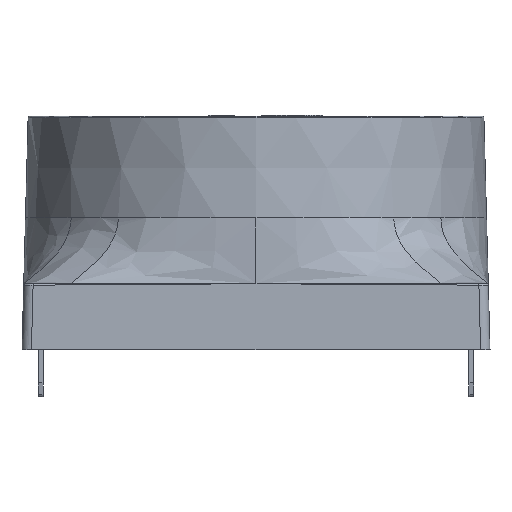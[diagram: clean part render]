
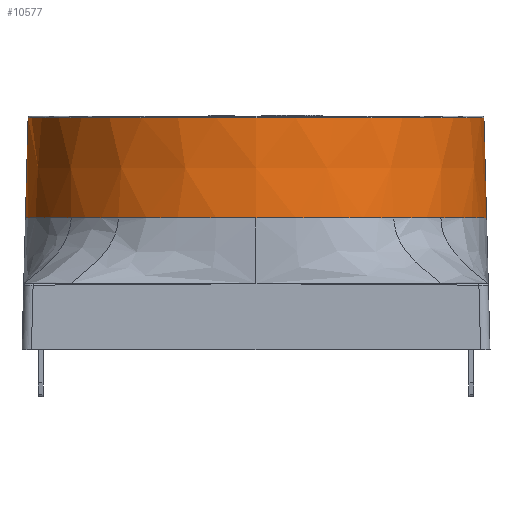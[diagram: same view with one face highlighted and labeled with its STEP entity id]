
A CAD part, front view. The second image highlights one B-rep face of the part: STEP entity #10577.
In plain terms, the highlighted conical face has half-angle 1.5 degrees and reference radius 24.667 mm.
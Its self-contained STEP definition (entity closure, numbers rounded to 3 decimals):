
#553 = CARTESIAN_POINT ( 'NONE',  ( 14.632, -19.631, 14. ) ) ;
#891 = CARTESIAN_POINT ( 'NONE',  ( -14.63, -19.631, 14. ) ) ;
#1474 = B_SPLINE_CURVE_WITH_KNOTS ( 'NONE', 3,
 ( #53606, #61374, #61720, #15709, #92590, #16360 ),
 .UNSPECIFIED., .F., .F.,
 ( 4, 2, 4 ),
 ( 0., 0.5, 1. ),
 .UNSPECIFIED. ) ;
#3443 = EDGE_CURVE ( 'NONE', #98483, #96644, #33213, .T. ) ;
#5523 = EDGE_CURVE ( 'NONE', #10801, #14503, #1474, .T. ) ;
#9773 = EDGE_CURVE ( 'NONE', #53775, #75120, #76331, .T. ) ;
#10512 = CARTESIAN_POINT ( 'NONE',  ( 24.207, 0., 24.605 ) ) ;
#10534 = ORIENTED_EDGE ( 'NONE', *, *, #3443, .F. ) ;
#10577 = ADVANCED_FACE ( 'NONE', ( #15037 ), #73512, .T. ) ;
#10801 = VERTEX_POINT ( 'NONE', #43866 ) ;
#13705 = AXIS2_PLACEMENT_3D ( 'NONE', #19032, #26339, #41886 ) ;
#14161 = LINE ( 'NONE', #36810, #45052 ) ;
#14503 = VERTEX_POINT ( 'NONE', #17672 ) ;
#15037 = FACE_OUTER_BOUND ( 'NONE', #64012, .T. ) ;
#15542 = CARTESIAN_POINT ( 'NONE',  ( -13.72, -20.309, 14. ) ) ;
#15709 = CARTESIAN_POINT ( 'NONE',  ( 24.062, -5.227, 14. ) ) ;
#16360 = CARTESIAN_POINT ( 'NONE',  ( 24.484, 0., 14. ) ) ;
#17672 = CARTESIAN_POINT ( 'NONE',  ( 24.484, 0., 14. ) ) ;
#17902 = CARTESIAN_POINT ( 'NONE',  ( -14.63, -19.631, 14. ) ) ;
#18374 = EDGE_CURVE ( 'NONE', #62480, #53775, #28438, .T. ) ;
#19032 = CARTESIAN_POINT ( 'NONE',  ( 0.001, 0., 7. ) ) ;
#19036 = CARTESIAN_POINT ( 'NONE',  ( -24.482, 0., 14. ) ) ;
#21118 = CARTESIAN_POINT ( 'NONE',  ( 5.228, -24.061, 14. ) ) ;
#21875 = DIRECTION ( 'NONE',  ( -0.026, 0., -1. ) ) ;
#22365 = CARTESIAN_POINT ( 'NONE',  ( -23.23, -8.082, 14. ) ) ;
#23156 = ORIENTED_EDGE ( 'NONE', *, *, #80049, .F. ) ;
#23613 = CARTESIAN_POINT ( 'NONE',  ( 18.923, -15.583, 14. ) ) ;
#24268 = CARTESIAN_POINT ( 'NONE',  ( 16.479, -18.147, 14. ) ) ;
#24544 = B_SPLINE_CURVE_WITH_KNOTS ( 'NONE', 3,
 ( #79427, #25566, #87125, #17902 ),
 .UNSPECIFIED., .F., .F.,
 ( 4, 4 ),
 ( 0., 1. ),
 .UNSPECIFIED. ) ;
#25384 = ORIENTED_EDGE ( 'NONE', *, *, #9773, .T. ) ;
#25566 = CARTESIAN_POINT ( 'NONE',  ( -18.216, -16.527, 14. ) ) ;
#26339 = DIRECTION ( 'NONE',  ( 0., 0., -1. ) ) ;
#26701 = EDGE_CURVE ( 'NONE', #62480, #14503, #14161, .T. ) ;
#28141 = ORIENTED_EDGE ( 'NONE', *, *, #62344, .T. ) ;
#28438 = CIRCLE ( 'NONE', #63346, 24.206 ) ;
#31183 = CARTESIAN_POINT ( 'NONE',  ( 15.584, -18.922, 14. ) ) ;
#33199 = CARTESIAN_POINT ( 'NONE',  ( -19.63, -14.631, 14. ) ) ;
#33213 = B_SPLINE_CURVE_WITH_KNOTS ( 'NONE', 3,
 ( #60883, #45454, #91476, #46108, #61208, #15542, #68359 ),
 .UNSPECIFIED., .F., .F.,
 ( 4, 1, 1, 1, 4 ),
 ( 0., 0.105, 0.21, 0.315, 0.404 ),
 .UNSPECIFIED. ) ;
#35718 = CARTESIAN_POINT ( 'NONE',  ( 14.632, -19.631, 14. ) ) ;
#36810 = CARTESIAN_POINT ( 'NONE',  ( 24.668, 0., 7. ) ) ;
#36963 = DIRECTION ( 'NONE',  ( 0., 0., -1. ) ) ;
#37132 = DIRECTION ( 'NONE',  ( 0.026, 0., -1. ) ) ;
#37635 = DIRECTION ( 'NONE',  ( 1., 0., 0. ) ) ;
#37926 = CARTESIAN_POINT ( 'NONE',  ( -24.482, -1.368, 14. ) ) ;
#39091 = VERTEX_POINT ( 'NONE', #33199 ) ;
#39153 = CARTESIAN_POINT ( 'NONE',  ( 19.632, -14.631, 14. ) ) ;
#41106 = ORIENTED_EDGE ( 'NONE', *, *, #5523, .T. ) ;
#41886 = DIRECTION ( 'NONE',  ( -1., 0., 0. ) ) ;
#42822 = CARTESIAN_POINT ( 'NONE',  ( 0.001, -24.483, 14. ) ) ;
#43866 = CARTESIAN_POINT ( 'NONE',  ( 19.632, -14.631, 14. ) ) ;
#44534 = B_SPLINE_CURVE_WITH_KNOTS ( 'NONE', 3,
 ( #97954, #89988, #21118, #73897, #81659, #35718 ),
 .UNSPECIFIED., .F., .F.,
 ( 4, 2, 4 ),
 ( 0., 0.5, 1. ),
 .UNSPECIFIED. ) ;
#44919 = CARTESIAN_POINT ( 'NONE',  ( 0.001, 0., 24.605 ) ) ;
#45052 = VECTOR ( 'NONE', #37132, 1000. ) ;
#45228 = CARTESIAN_POINT ( 'NONE',  ( -20.308, -13.721, 14. ) ) ;
#45454 = CARTESIAN_POINT ( 'NONE',  ( -1.367, -24.483, 14. ) ) ;
#46108 = CARTESIAN_POINT ( 'NONE',  ( -8.081, -23.231, 14. ) ) ;
#46546 = CARTESIAN_POINT ( 'NONE',  ( -24.252, -4.104, 14. ) ) ;
#53035 = CARTESIAN_POINT ( 'NONE',  ( 14.632, -19.631, 14. ) ) ;
#53606 = CARTESIAN_POINT ( 'NONE',  ( 19.632, -14.631, 14. ) ) ;
#53775 = VERTEX_POINT ( 'NONE', #69888 ) ;
#54507 = ORIENTED_EDGE ( 'NONE', *, *, #66985, .T. ) ;
#58186 = VECTOR ( 'NONE', #21875, 1000. ) ;
#59499 = CARTESIAN_POINT ( 'NONE',  ( -24.666, 0., 7. ) ) ;
#60338 = CARTESIAN_POINT ( 'NONE',  ( -19.63, -14.631, 14. ) ) ;
#60883 = CARTESIAN_POINT ( 'NONE',  ( 0.001, -24.483, 14. ) ) ;
#61208 = CARTESIAN_POINT ( 'NONE',  ( -11.623, -21.657, 14. ) ) ;
#61374 = CARTESIAN_POINT ( 'NONE',  ( 21.194, -12.535, 14. ) ) ;
#61720 = CARTESIAN_POINT ( 'NONE',  ( 22.417, -10.188, 14. ) ) ;
#62257 = CARTESIAN_POINT ( 'NONE',  ( 18.148, -16.478, 14. ) ) ;
#62344 = EDGE_CURVE ( 'NONE', #39091, #96644, #24544, .T. ) ;
#62480 = VERTEX_POINT ( 'NONE', #10512 ) ;
#63346 = AXIS2_PLACEMENT_3D ( 'NONE', #44919, #36963, #37635 ) ;
#64012 = EDGE_LOOP ( 'NONE', ( #78263, #92407, #25384, #23156, #28141, #10534, #54507, #66730, #41106 ) ) ;
#66730 = ORIENTED_EDGE ( 'NONE', *, *, #83807, .F. ) ;
#66985 = EDGE_CURVE ( 'NONE', #98483, #78314, #44534, .T. ) ;
#68359 = CARTESIAN_POINT ( 'NONE',  ( -14.63, -19.631, 14. ) ) ;
#69888 = CARTESIAN_POINT ( 'NONE',  ( -24.205, 0., 24.605 ) ) ;
#73512 = CONICAL_SURFACE ( 'NONE', #13705, 24.667, 0.026 ) ;
#73897 = CARTESIAN_POINT ( 'NONE',  ( 10.189, -22.416, 14. ) ) ;
#75120 = VERTEX_POINT ( 'NONE', #19036 ) ;
#76331 = LINE ( 'NONE', #59499, #58186 ) ;
#76516 = CARTESIAN_POINT ( 'NONE',  ( -24.482, 0., 14. ) ) ;
#76848 = CARTESIAN_POINT ( 'NONE',  ( -21.656, -11.624, 14. ) ) ;
#78263 = ORIENTED_EDGE ( 'NONE', *, *, #26701, .F. ) ;
#78314 = VERTEX_POINT ( 'NONE', #53035 ) ;
#79082 = B_SPLINE_CURVE_WITH_KNOTS ( 'NONE', 3,
 ( #60338, #45228, #76848, #22365, #46546, #37926, #76516 ),
 .UNSPECIFIED., .F., .F.,
 ( 4, 1, 1, 1, 4 ),
 ( 0.596, 0.685, 0.79, 0.895, 1. ),
 .UNSPECIFIED. ) ;
#79427 = CARTESIAN_POINT ( 'NONE',  ( -19.63, -14.631, 14. ) ) ;
#80049 = EDGE_CURVE ( 'NONE', #39091, #75120, #79082, .T. ) ;
#81659 = CARTESIAN_POINT ( 'NONE',  ( 12.536, -21.193, 14. ) ) ;
#83807 = EDGE_CURVE ( 'NONE', #10801, #78314, #99019, .T. ) ;
#87125 = CARTESIAN_POINT ( 'NONE',  ( -16.526, -18.217, 14. ) ) ;
#89988 = CARTESIAN_POINT ( 'NONE',  ( 2.615, -24.483, 14. ) ) ;
#91476 = CARTESIAN_POINT ( 'NONE',  ( -4.103, -24.253, 14. ) ) ;
#92407 = ORIENTED_EDGE ( 'NONE', *, *, #18374, .T. ) ;
#92590 = CARTESIAN_POINT ( 'NONE',  ( 24.484, -2.614, 14. ) ) ;
#96644 = VERTEX_POINT ( 'NONE', #891 ) ;
#97954 = CARTESIAN_POINT ( 'NONE',  ( 0.001, -24.483, 14. ) ) ;
#98483 = VERTEX_POINT ( 'NONE', #42822 ) ;
#99019 = B_SPLINE_CURVE_WITH_KNOTS ( 'NONE', 3,
 ( #39153, #23613, #62257, #24268, #31183, #553 ),
 .UNSPECIFIED., .F., .F.,
 ( 4, 2, 4 ),
 ( 0., 3.575, 7.151 ),
 .UNSPECIFIED. ) ;
